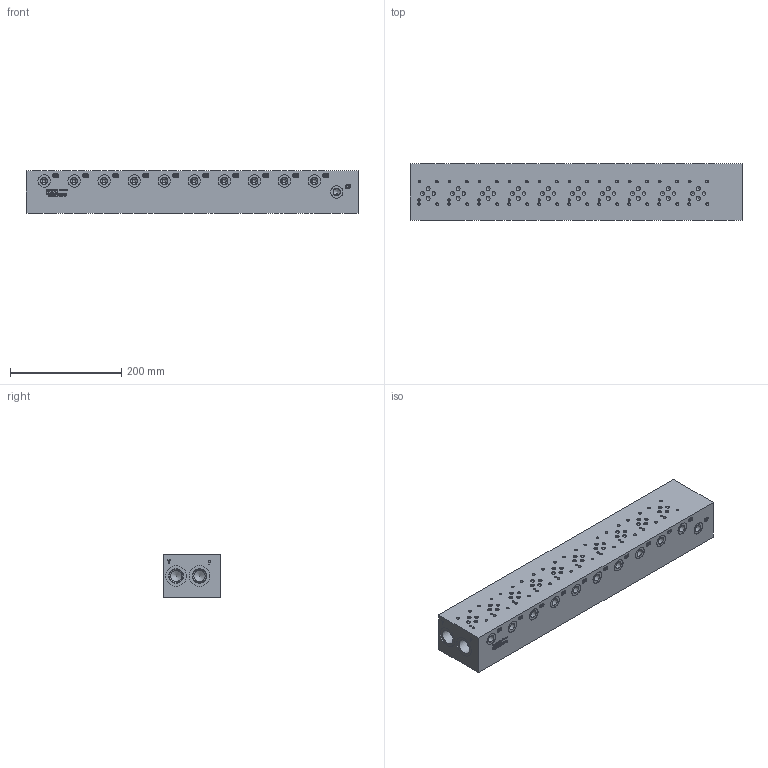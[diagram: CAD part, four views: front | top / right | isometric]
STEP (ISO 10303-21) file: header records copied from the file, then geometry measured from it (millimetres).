
FILE_DESCRIPTION(/* description */ (''),/* implementation_level */ '2;1');
FILE_NAME(/* name */ '_D03PB102B.stp',/* time_stamp */ '2021-01-22T16:03:01-05:00',/* author */ ('devonn'),/* organization */ (''),/* preprocessor_version */ 'ST-DEVELOPER v17',/* originating_system */ 'Autodesk Inventor 2019',/* authorisation */ '');
FILE_SCHEMA (('AUTOMOTIVE_DESIGN { 1 0 10303 214 3 1 1 }'));
Products named in the file (1): Part_AD03PB102B_3D
Bounding box: 596.9 x 101.6 x 76.2 mm (x, y, z)
Volume: 4258795.1 mm3; surface area: 309864.7 mm2
Topology: 1 solids, 1 shells, 2361 faces, 6500 edges, 4444 vertices
Faces by surface type: plane 1132, bspline 713, cylinder 329, cone 187
Full cylindrical faces by diameter (mm): 3.962 x10, 4.216 x40, 5.004 x40, 6.35 x10, 7.137 x50, 8.509 x6, 10.008 x6, 11.684 x21, 13.259 x21, 17.475 x20, 18.923 x20, 20.625 x4, 21.057 x20, 22.123 x21, 24.409 x6, 26.543 x6, 30.683 x20, 37.109 x6, 42.875 x2
Entity records: 80363 total; most frequent: CARTESIAN_POINT 22458, ORIENTED_EDGE 12714, DIRECTION 9449, EDGE_CURVE 6357, VERTEX_POINT 4444, LINE 3707, VECTOR 3707, AXIS2_PLACEMENT_3D 2871
